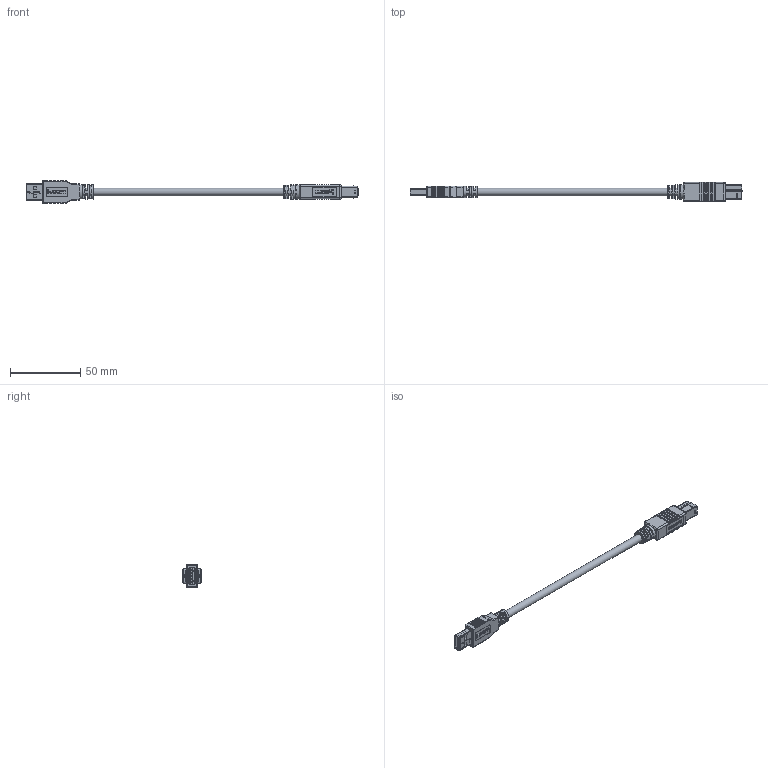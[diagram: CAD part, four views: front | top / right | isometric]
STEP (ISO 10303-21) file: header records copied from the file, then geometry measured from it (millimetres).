
FILE_DESCRIPTION (( 'STEP AP214' ), '1' );
FILE_NAME ('U3A00013.STEP', '2018-04-19T16:09:31', ( '' ), ( '' ), 'SwSTEP 2.0', 'SolidWorks 2017', '' );
FILE_SCHEMA (( 'AUTOMOTIVE_DESIGN' ));
Length unit declared in the file: inch
Products named in the file (16): 1AA05-046-MA1; MTN-593; 1AA05-046-MA3; 3AC08-027; U3A00013; MTN-598_NO CABLE; MTN-598_NO CBL; 1AA05-048-MA3_No Crimp; 1AA05-048-MA2___; MTN-597; 1AA05-048-MA1___; MTN-594_NO CABLE; 1AA05-046-MA2_Without Crimp
Assembly tree (15 placements, depth 4):
  U3A00013
    3AC08-027
    MTN-594_NO CABLE
      MTN-593
        1AA05-046-MA3
        MTN-593
      1AA05-046-MA1
      1AA05-046-MA2_Without Crimp
      MTN-594_NO CABLE
    MTN-598_NO CABLE
      MTN-597
        1AA05-048-MA1___
        MTN-597
      1AA05-048-MA2___
      1AA05-048-MA3_No Crimp
      MTN-598_NO CBL
Bounding box: 235.9 x 13.5 x 16 mm (x, y, z)
Volume: 13839.3 mm3; surface area: 15718.3 mm2
Topology: 26 solids, 26 shells, 2480 faces, 6746 edges, 4403 vertices
Faces by surface type: plane 1782, cylinder 414, bspline 236, torus 26, sphere 21, cone 1
Full cylindrical faces by diameter (mm): 0.9 x4, 5.486 x1, 5.5 x4
Entity records: 92623 total; most frequent: CARTESIAN_POINT 25819, ORIENTED_EDGE 13344, DIRECTION 11473, EDGE_CURVE 6672, LINE 5151, VECTOR 5151, VERTEX_POINT 4379, AXIS2_PLACEMENT_3D 3161
